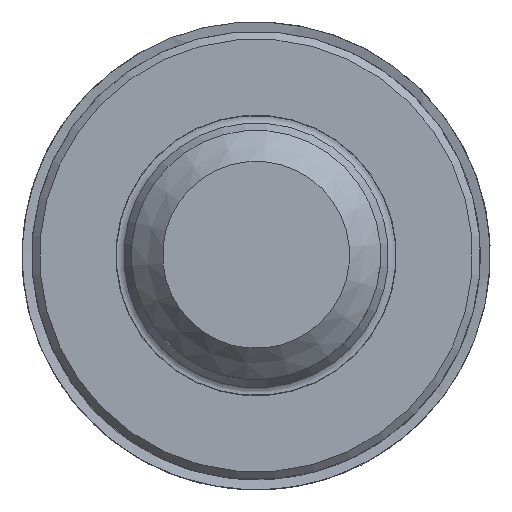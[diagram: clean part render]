
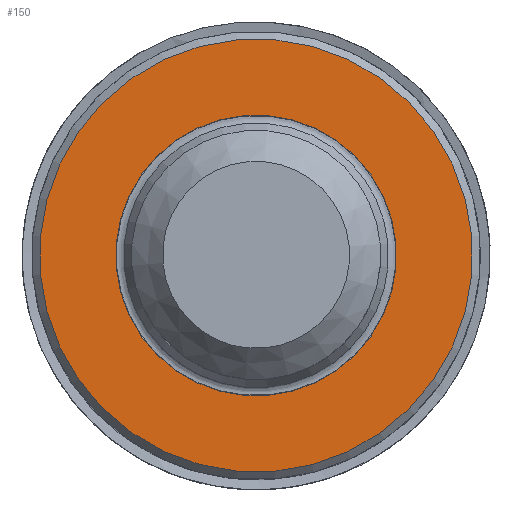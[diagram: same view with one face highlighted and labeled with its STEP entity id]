
A CAD part, top view. The second image highlights one B-rep face of the part: STEP entity #150.
In plain terms, the highlighted planar face has unit normal (0, 0, 1).
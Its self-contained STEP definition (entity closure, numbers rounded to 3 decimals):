
#137=PLANE('',#572);
#150=ADVANCED_FACE('',(#192,#193),#137,.F.);
#192=FACE_BOUND('',#249,.T.);
#193=FACE_BOUND('',#250,.T.);
#249=EDGE_LOOP('',(#307));
#250=EDGE_LOOP('',(#308));
#307=ORIENTED_EDGE('',*,*,#408,.T.);
#308=ORIENTED_EDGE('',*,*,#409,.T.);
#372=VERTEX_POINT('',#770);
#373=VERTEX_POINT('',#772);
#408=EDGE_CURVE('',#372,#372,#444,.T.);
#409=EDGE_CURVE('',#373,#373,#445,.T.);
#444=CIRCLE('',#570,13.9);
#445=CIRCLE('',#571,9.012);
#570=AXIS2_PLACEMENT_3D('',#769,#654,#655);
#571=AXIS2_PLACEMENT_3D('',#771,#656,#657);
#572=AXIS2_PLACEMENT_3D('',#773,#658,#659);
#654=DIRECTION('',(0.,0.,1.));
#655=DIRECTION('',(0.087,0.996,0.));
#656=DIRECTION('',(0.,0.,-1.));
#657=DIRECTION('',(0.087,0.996,0.));
#658=DIRECTION('',(0.,0.,-1.));
#659=DIRECTION('',(0.087,0.996,0.));
#769=CARTESIAN_POINT('',(0.,0.,0.));
#770=CARTESIAN_POINT('',(1.211,13.847,0.));
#771=CARTESIAN_POINT('',(0.,0.,0.));
#772=CARTESIAN_POINT('',(0.785,8.977,0.));
#773=CARTESIAN_POINT('',(0.785,8.977,0.));
